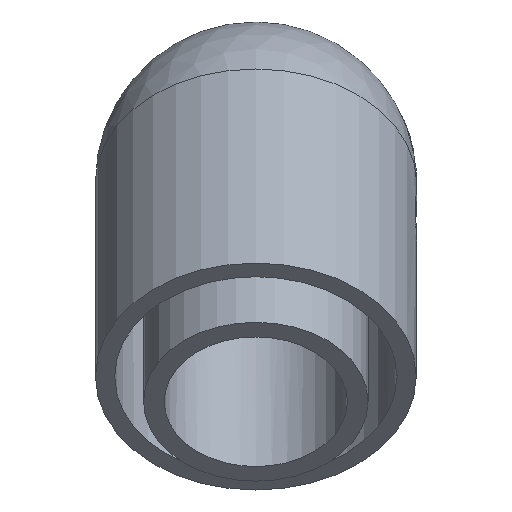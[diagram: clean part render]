
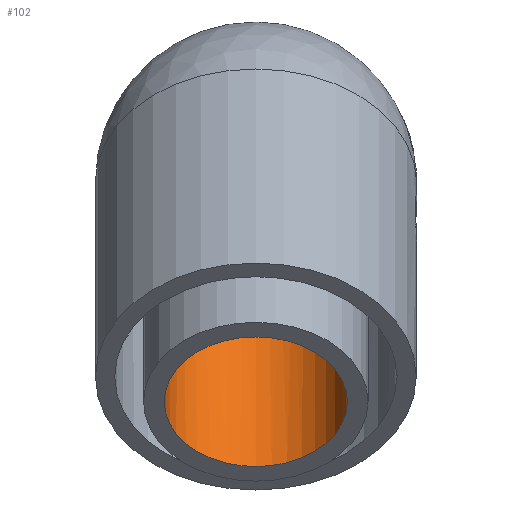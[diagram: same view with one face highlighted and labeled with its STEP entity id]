
A CAD part, left-side view. The second image highlights one B-rep face of the part: STEP entity #102.
In plain terms, the highlighted cylindrical face has radius 25.7 mm (diameter 51.4 mm), a full revolution.
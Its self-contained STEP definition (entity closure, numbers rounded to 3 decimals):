
#102 = ADVANCED_FACE( '', ( #217, #218 ), #219, .F. );
#217 = FACE_OUTER_BOUND( '', #344, .T. );
#218 = FACE_OUTER_BOUND( '', #345, .T. );
#219 = CYLINDRICAL_SURFACE( '', #346, 25.7 );
#344 = EDGE_LOOP( '', ( #550, #551 ) );
#345 = EDGE_LOOP( '', ( #552 ) );
#346 = AXIS2_PLACEMENT_3D( '', #553, #554, #555 );
#550 = ORIENTED_EDGE( '', *, *, #657, .F. );
#551 = ORIENTED_EDGE( '', *, *, #686, .T. );
#552 = ORIENTED_EDGE( '', *, *, #700, .F. );
#553 = CARTESIAN_POINT( '', ( -77., 0., 0. ) );
#554 = DIRECTION( '', ( -0.707, 0., -0.707 ) );
#555 = DIRECTION( '', ( 0.707, 0., -0.707 ) );
#657 = EDGE_CURVE( '', #755, #756, #758, .F. );
#686 = EDGE_CURVE( '', #755, #756, #806, .T. );
#700 = EDGE_CURVE( '', #827, #827, #828, .T. );
#755 = VERTEX_POINT( '', #899 );
#756 = VERTEX_POINT( '', #900 );
#758 = ELLIPSE( '', #902, 27.817, 25.7 );
#806 = CIRCLE( '', #1030, 25.7 );
#827 = VERTEX_POINT( '', #1118 );
#828 = CIRCLE( '', #1119, 25.7 );
#899 = CARTESIAN_POINT( '', ( -77., 25.7, 0. ) );
#900 = CARTESIAN_POINT( '', ( -77., -25.7, 0. ) );
#902 = AXIS2_PLACEMENT_3D( '', #1472, #1473, #1474 );
#1030 = AXIS2_PLACEMENT_3D( '', #1504, #1505, #1506 );
#1118 = CARTESIAN_POINT( '', ( -120.346, 0., -79.691 ) );
#1119 = AXIS2_PLACEMENT_3D( '', #1526, #1527, #1528 );
#1472 = CARTESIAN_POINT( '', ( -77., 0., 0. ) );
#1473 = DIRECTION( '', ( 0.924, 0., 0.383 ) );
#1474 = DIRECTION( '', ( 0.383, 0., -0.924 ) );
#1504 = CARTESIAN_POINT( '', ( -77., 0., 0. ) );
#1505 = DIRECTION( '', ( 0.707, 0., 0.707 ) );
#1506 = DIRECTION( '', ( 0.707, 0., -0.707 ) );
#1526 = CARTESIAN_POINT( '', ( -138.518, 0., -61.518 ) );
#1527 = DIRECTION( '', ( 0.707, 0., 0.707 ) );
#1528 = DIRECTION( '', ( 0.707, 0., -0.707 ) );
